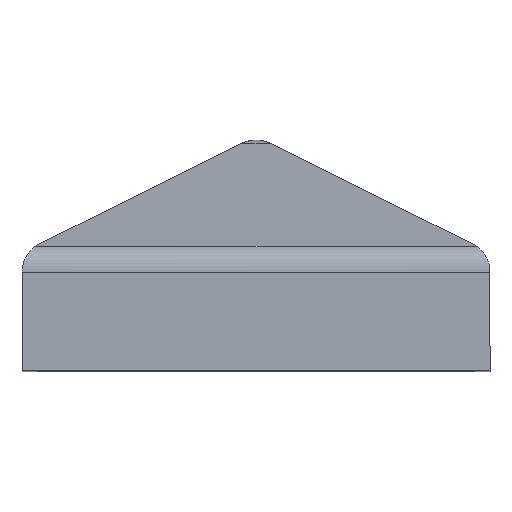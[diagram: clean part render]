
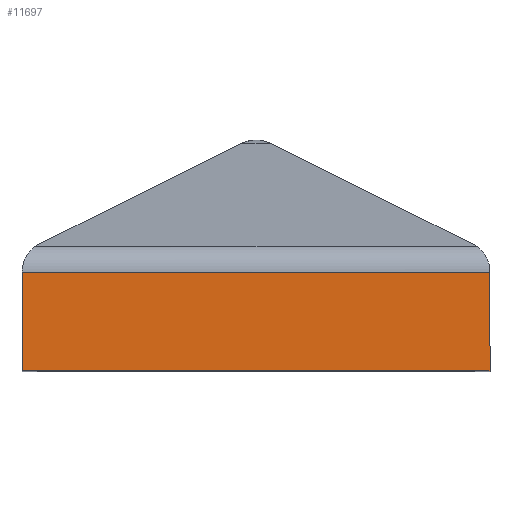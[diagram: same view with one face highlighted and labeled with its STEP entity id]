
A CAD part, top view. The second image highlights one B-rep face of the part: STEP entity #11697.
In plain terms, the highlighted planar face has unit normal (0, 0, 1).
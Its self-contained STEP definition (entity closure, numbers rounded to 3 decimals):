
#209 = ORIENTED_EDGE ( 'NONE', *, *, #8584, .T. ) ;
#453 = AXIS2_PLACEMENT_3D ( 'NONE', #8533, #12226, #3044 ) ;
#790 = VECTOR ( 'NONE', #15554, 1000. ) ;
#1182 = VERTEX_POINT ( 'NONE', #4716 ) ;
#1696 = LINE ( 'NONE', #11469, #15407 ) ;
#2192 = CARTESIAN_POINT ( 'NONE',  ( -21.75, 0., 31.75 ) ) ;
#2315 = DIRECTION ( 'NONE',  ( 1., 0., 0. ) ) ;
#2609 = ORIENTED_EDGE ( 'NONE', *, *, #16821, .T. ) ;
#2857 = DIRECTION ( 'NONE',  ( 0., -1., 0. ) ) ;
#3044 = DIRECTION ( 'NONE',  ( 1., 0., 0. ) ) ;
#4257 = EDGE_LOOP ( 'NONE', ( #10243, #2609, #14250, #209 ) ) ;
#4716 = CARTESIAN_POINT ( 'NONE',  ( -21.75, 0., 31.75 ) ) ;
#5764 = PLANE ( 'NONE',  #453 ) ;
#6672 = VERTEX_POINT ( 'NONE', #13363 ) ;
#7135 = EDGE_CURVE ( 'NONE', #1182, #6672, #10992, .T. ) ;
#7157 = EDGE_CURVE ( 'NONE', #13750, #10879, #10580, .T. ) ;
#8533 = CARTESIAN_POINT ( 'NONE',  ( -18.75, 9.144, 31.75 ) ) ;
#8584 = EDGE_CURVE ( 'NONE', #6672, #10879, #8684, .T. ) ;
#8684 = LINE ( 'NONE', #12489, #14299 ) ;
#9456 = FACE_OUTER_BOUND ( 'NONE', #4257, .T. ) ;
#10243 = ORIENTED_EDGE ( 'NONE', *, *, #7157, .F. ) ;
#10580 = LINE ( 'NONE', #11520, #790 ) ;
#10879 = VERTEX_POINT ( 'NONE', #15920 ) ;
#10992 = LINE ( 'NONE', #2192, #15564 ) ;
#11469 = CARTESIAN_POINT ( 'NONE',  ( -21.75, 0., 31.75 ) ) ;
#11483 = CARTESIAN_POINT ( 'NONE',  ( -21.75, 9.144, 31.75 ) ) ;
#11520 = CARTESIAN_POINT ( 'NONE',  ( -21.75, 9.144, 31.75 ) ) ;
#11697 = ADVANCED_FACE ( 'NONE', ( #9456 ), #5764, .T. ) ;
#12226 = DIRECTION ( 'NONE',  ( 0., 0., 1. ) ) ;
#12489 = CARTESIAN_POINT ( 'NONE',  ( 21.75, 9.144, 31.75 ) ) ;
#13363 = CARTESIAN_POINT ( 'NONE',  ( 21.75, 0., 31.75 ) ) ;
#13750 = VERTEX_POINT ( 'NONE', #11483 ) ;
#14148 = DIRECTION ( 'NONE',  ( 0., 1., 0. ) ) ;
#14250 = ORIENTED_EDGE ( 'NONE', *, *, #7135, .T. ) ;
#14299 = VECTOR ( 'NONE', #14148, 1000. ) ;
#15407 = VECTOR ( 'NONE', #2857, 1000. ) ;
#15554 = DIRECTION ( 'NONE',  ( 1., 0., 0. ) ) ;
#15564 = VECTOR ( 'NONE', #2315, 1000. ) ;
#15920 = CARTESIAN_POINT ( 'NONE',  ( 21.75, 9.144, 31.75 ) ) ;
#16821 = EDGE_CURVE ( 'NONE', #13750, #1182, #1696, .T. ) ;
